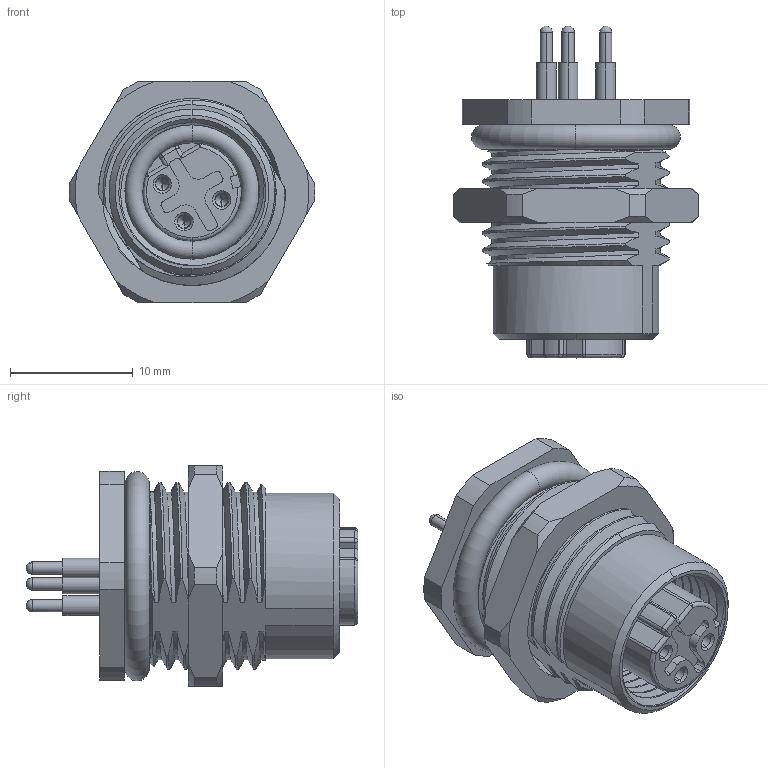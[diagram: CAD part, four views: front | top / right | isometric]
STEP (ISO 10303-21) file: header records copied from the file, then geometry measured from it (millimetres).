
FILE_DESCRIPTION (( 'STEP AP203' ), '1' );
FILE_NAME ('FCF2M12-SD03SSD0-00.STEP', '2024-08-11T09:35:48', ( '°ü' ), ( '' ), 'SwSTEP 2.0', 'SolidWorks 2023', '' );
FILE_SCHEMA (( 'CONFIG_CONTROL_DESIGN' ));
Length unit declared in the file: millimetre
Products named in the file (1): FCF2M12-SD03SSD0-00
Bounding box: 19.99 x 27 x 18 mm (x, y, z)
Volume: 3242.8 mm3; surface area: 3710.6 mm2
Topology: 2 solids, 4 shells, 347 faces, 1066 edges, 722 vertices
Faces by surface type: cylinder 130, plane 97, bspline 55, cone 48, torus 10, sphere 7
Entity records: 35045 total; most frequent: CARTESIAN_POINT 26760, ORIENTED_EDGE 2090, DIRECTION 1219, EDGE_CURVE 1045, VERTEX_POINT 716, B_SPLINE_CURVE_WITH_KNOTS 462, AXIS2_PLACEMENT_3D 432, EDGE_LOOP 373
